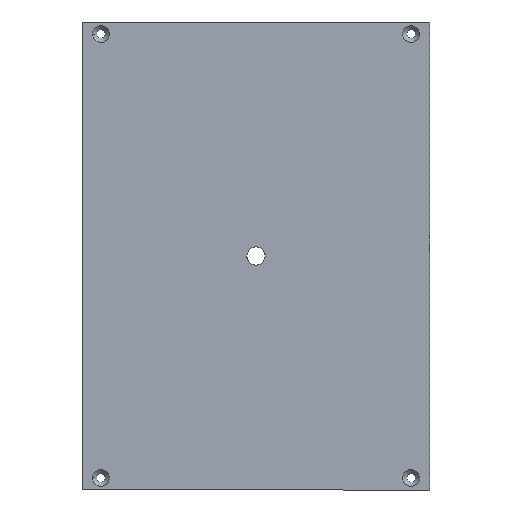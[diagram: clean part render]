
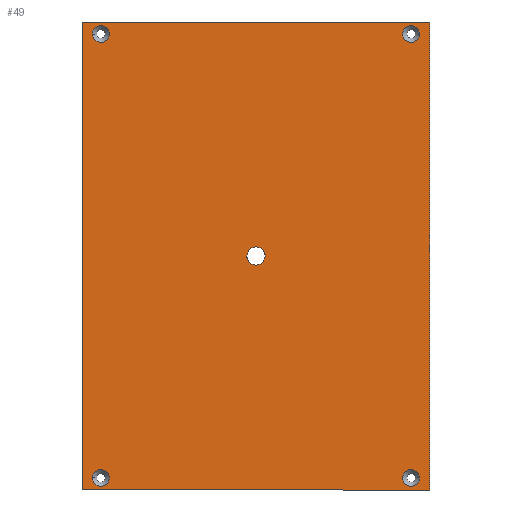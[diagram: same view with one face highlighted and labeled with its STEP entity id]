
A CAD part, front view. The second image highlights one B-rep face of the part: STEP entity #49.
In plain terms, the highlighted planar face has unit normal (0, -1, 0).
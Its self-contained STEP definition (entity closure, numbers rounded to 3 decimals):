
#19=FACE_BOUND('',#175,.T.);
#20=FACE_BOUND('',#176,.T.);
#21=FACE_BOUND('',#177,.T.);
#22=FACE_BOUND('',#178,.T.);
#23=FACE_BOUND('',#179,.T.);
#49=ADVANCED_FACE('',(#109,#19,#20,#21,#22,#23),#891,.T.);
#109=FACE_OUTER_BOUND('',#174,.T.);
#174=EDGE_LOOP('',(#314,#315,#316,#317));
#175=EDGE_LOOP('',(#318,#319));
#176=EDGE_LOOP('',(#320,#321));
#177=EDGE_LOOP('',(#322,#323));
#178=EDGE_LOOP('',(#324,#325));
#179=EDGE_LOOP('',(#326,#327));
#314=ORIENTED_EDGE('',*,*,#583,.T.);
#315=ORIENTED_EDGE('',*,*,#580,.T.);
#316=ORIENTED_EDGE('',*,*,#581,.T.);
#317=ORIENTED_EDGE('',*,*,#582,.T.);
#318=ORIENTED_EDGE('',*,*,#623,.T.);
#319=ORIENTED_EDGE('',*,*,#524,.T.);
#320=ORIENTED_EDGE('',*,*,#531,.T.);
#321=ORIENTED_EDGE('',*,*,#620,.T.);
#322=ORIENTED_EDGE('',*,*,#538,.T.);
#323=ORIENTED_EDGE('',*,*,#617,.T.);
#324=ORIENTED_EDGE('',*,*,#545,.T.);
#325=ORIENTED_EDGE('',*,*,#614,.T.);
#326=ORIENTED_EDGE('',*,*,#571,.T.);
#327=ORIENTED_EDGE('',*,*,#568,.T.);
#524=EDGE_CURVE('',#809,#808,#735,.T.);
#531=EDGE_CURVE('',#815,#814,#738,.T.);
#538=EDGE_CURVE('',#821,#820,#741,.T.);
#545=EDGE_CURVE('',#827,#826,#744,.T.);
#568=EDGE_CURVE('',#849,#848,#755,.T.);
#571=EDGE_CURVE('',#848,#849,#757,.T.);
#580=EDGE_CURVE('',#862,#863,#694,.T.);
#581=EDGE_CURVE('',#863,#864,#695,.T.);
#582=EDGE_CURVE('',#864,#865,#696,.T.);
#583=EDGE_CURVE('',#865,#862,#697,.T.);
#614=EDGE_CURVE('',#826,#827,#768,.T.);
#617=EDGE_CURVE('',#820,#821,#771,.T.);
#620=EDGE_CURVE('',#814,#815,#774,.T.);
#623=EDGE_CURVE('',#808,#809,#777,.T.);
#694=B_SPLINE_CURVE_WITH_KNOTS('',1,(#1652,#1653),.UNSPECIFIED.,.F.,.F.,
(2,2),(0.,175.),.UNSPECIFIED.);
#695=B_SPLINE_CURVE_WITH_KNOTS('',1,(#1654,#1655),.UNSPECIFIED.,.F.,.F.,
(2,2),(0.,130.),.UNSPECIFIED.);
#696=B_SPLINE_CURVE_WITH_KNOTS('',1,(#1656,#1657),.UNSPECIFIED.,.F.,.F.,
(2,2),(0.,175.),.UNSPECIFIED.);
#697=B_SPLINE_CURVE_WITH_KNOTS('',1,(#1658,#1659),.UNSPECIFIED.,.F.,.F.,
(2,2),(0.,130.),.UNSPECIFIED.);
#735=(
BOUNDED_CURVE()
B_SPLINE_CURVE(2,(#1471,#1472,#1473,#1474,#1475),.UNSPECIFIED.,.F.,.F.)
B_SPLINE_CURVE_WITH_KNOTS((3,2,3),(-9.896,-4.948,
0.),.UNSPECIFIED.)
CURVE()
GEOMETRIC_REPRESENTATION_ITEM()
RATIONAL_B_SPLINE_CURVE((1.,0.707,1.,0.707,1.))
REPRESENTATION_ITEM('')
);
#738=(
BOUNDED_CURVE()
B_SPLINE_CURVE(2,(#1494,#1495,#1496,#1497,#1498),.UNSPECIFIED.,.F.,.F.)
B_SPLINE_CURVE_WITH_KNOTS((3,2,3),(-9.896,-4.948,
0.),.UNSPECIFIED.)
CURVE()
GEOMETRIC_REPRESENTATION_ITEM()
RATIONAL_B_SPLINE_CURVE((1.,0.707,1.,0.707,1.))
REPRESENTATION_ITEM('')
);
#741=(
BOUNDED_CURVE()
B_SPLINE_CURVE(2,(#1517,#1518,#1519,#1520,#1521),.UNSPECIFIED.,.F.,.F.)
B_SPLINE_CURVE_WITH_KNOTS((3,2,3),(-9.896,-4.948,
0.),.UNSPECIFIED.)
CURVE()
GEOMETRIC_REPRESENTATION_ITEM()
RATIONAL_B_SPLINE_CURVE((1.,0.707,1.,0.707,1.))
REPRESENTATION_ITEM('')
);
#744=(
BOUNDED_CURVE()
B_SPLINE_CURVE(2,(#1540,#1541,#1542,#1543,#1544),.UNSPECIFIED.,.F.,.F.)
B_SPLINE_CURVE_WITH_KNOTS((3,2,3),(-9.896,-4.948,
0.),.UNSPECIFIED.)
CURVE()
GEOMETRIC_REPRESENTATION_ITEM()
RATIONAL_B_SPLINE_CURVE((1.,0.707,1.,0.707,1.))
REPRESENTATION_ITEM('')
);
#755=(
BOUNDED_CURVE()
B_SPLINE_CURVE(2,(#1619,#1620,#1621,#1622,#1623),.UNSPECIFIED.,.F.,.F.)
B_SPLINE_CURVE_WITH_KNOTS((3,2,3),(-10.681,-5.341,
0.),.UNSPECIFIED.)
CURVE()
GEOMETRIC_REPRESENTATION_ITEM()
RATIONAL_B_SPLINE_CURVE((1.,0.707,1.,0.707,1.))
REPRESENTATION_ITEM('')
);
#757=(
BOUNDED_CURVE()
B_SPLINE_CURVE(2,(#1631,#1632,#1633,#1634,#1635),.UNSPECIFIED.,.F.,.F.)
B_SPLINE_CURVE_WITH_KNOTS((3,2,3),(-10.681,-5.341,
0.),.UNSPECIFIED.)
CURVE()
GEOMETRIC_REPRESENTATION_ITEM()
RATIONAL_B_SPLINE_CURVE((1.,0.707,1.,0.707,1.))
REPRESENTATION_ITEM('')
);
#768=(
BOUNDED_CURVE()
B_SPLINE_CURVE(2,(#1750,#1751,#1752,#1753,#1754),.UNSPECIFIED.,.F.,.F.)
B_SPLINE_CURVE_WITH_KNOTS((3,2,3),(-9.896,-4.948,
0.),.UNSPECIFIED.)
CURVE()
GEOMETRIC_REPRESENTATION_ITEM()
RATIONAL_B_SPLINE_CURVE((1.,0.707,1.,0.707,1.))
REPRESENTATION_ITEM('')
);
#771=(
BOUNDED_CURVE()
B_SPLINE_CURVE(2,(#1765,#1766,#1767,#1768,#1769),.UNSPECIFIED.,.F.,.F.)
B_SPLINE_CURVE_WITH_KNOTS((3,2,3),(-9.896,-4.948,
0.),.UNSPECIFIED.)
CURVE()
GEOMETRIC_REPRESENTATION_ITEM()
RATIONAL_B_SPLINE_CURVE((1.,0.707,1.,0.707,1.))
REPRESENTATION_ITEM('')
);
#774=(
BOUNDED_CURVE()
B_SPLINE_CURVE(2,(#1780,#1781,#1782,#1783,#1784),.UNSPECIFIED.,.F.,.F.)
B_SPLINE_CURVE_WITH_KNOTS((3,2,3),(-9.896,-4.948,
0.),.UNSPECIFIED.)
CURVE()
GEOMETRIC_REPRESENTATION_ITEM()
RATIONAL_B_SPLINE_CURVE((1.,0.707,1.,0.707,1.))
REPRESENTATION_ITEM('')
);
#777=(
BOUNDED_CURVE()
B_SPLINE_CURVE(2,(#1795,#1796,#1797,#1798,#1799),.UNSPECIFIED.,.F.,.F.)
B_SPLINE_CURVE_WITH_KNOTS((3,2,3),(-9.896,-4.948,
0.),.UNSPECIFIED.)
CURVE()
GEOMETRIC_REPRESENTATION_ITEM()
RATIONAL_B_SPLINE_CURVE((1.,0.707,1.,0.707,1.))
REPRESENTATION_ITEM('')
);
#808=VERTEX_POINT('',#1354);
#809=VERTEX_POINT('',#1355);
#814=VERTEX_POINT('',#1360);
#815=VERTEX_POINT('',#1361);
#820=VERTEX_POINT('',#1366);
#821=VERTEX_POINT('',#1367);
#826=VERTEX_POINT('',#1372);
#827=VERTEX_POINT('',#1373);
#848=VERTEX_POINT('',#1394);
#849=VERTEX_POINT('',#1395);
#862=VERTEX_POINT('',#1408);
#863=VERTEX_POINT('',#1409);
#864=VERTEX_POINT('',#1410);
#865=VERTEX_POINT('',#1411);
#891=PLANE('',#1051);
#1051=AXIS2_PLACEMENT_3D('',#1233,#1106,$);
#1106=DIRECTION('',(0.,-1.,0.));
#1233=CARTESIAN_POINT('',(78.,-64.68,199.498));
#1354=CARTESIAN_POINT('',(61.15,-64.68,177.497));
#1355=CARTESIAN_POINT('',(54.85,-64.68,177.497));
#1360=CARTESIAN_POINT('',(61.15,-64.68,11.497));
#1361=CARTESIAN_POINT('',(54.85,-64.68,11.497));
#1366=CARTESIAN_POINT('',(-54.85,-64.68,11.497));
#1367=CARTESIAN_POINT('',(-61.15,-64.68,11.497));
#1372=CARTESIAN_POINT('',(-54.85,-64.68,177.497));
#1373=CARTESIAN_POINT('',(-61.15,-64.68,177.497));
#1394=CARTESIAN_POINT('',(3.4,-64.68,94.497));
#1395=CARTESIAN_POINT('',(-3.4,-64.68,94.497));
#1408=CARTESIAN_POINT('',(-65.,-64.68,181.997));
#1409=CARTESIAN_POINT('',(-65.,-64.68,6.997));
#1410=CARTESIAN_POINT('',(65.,-64.68,6.997));
#1411=CARTESIAN_POINT('',(65.,-64.68,181.997));
#1471=CARTESIAN_POINT('',(54.85,-64.68,177.497));
#1472=CARTESIAN_POINT('',(54.85,-64.68,180.647));
#1473=CARTESIAN_POINT('',(58.,-64.68,180.647));
#1474=CARTESIAN_POINT('',(61.15,-64.68,180.647));
#1475=CARTESIAN_POINT('',(61.15,-64.68,177.497));
#1494=CARTESIAN_POINT('',(54.85,-64.68,11.497));
#1495=CARTESIAN_POINT('',(54.85,-64.68,14.647));
#1496=CARTESIAN_POINT('',(58.,-64.68,14.647));
#1497=CARTESIAN_POINT('',(61.15,-64.68,14.647));
#1498=CARTESIAN_POINT('',(61.15,-64.68,11.497));
#1517=CARTESIAN_POINT('',(-61.15,-64.68,11.497));
#1518=CARTESIAN_POINT('',(-61.15,-64.68,14.647));
#1519=CARTESIAN_POINT('',(-58.,-64.68,14.647));
#1520=CARTESIAN_POINT('',(-54.85,-64.68,14.647));
#1521=CARTESIAN_POINT('',(-54.85,-64.68,11.497));
#1540=CARTESIAN_POINT('',(-61.15,-64.68,177.497));
#1541=CARTESIAN_POINT('',(-61.15,-64.68,180.647));
#1542=CARTESIAN_POINT('',(-58.,-64.68,180.647));
#1543=CARTESIAN_POINT('',(-54.85,-64.68,180.647));
#1544=CARTESIAN_POINT('',(-54.85,-64.68,177.497));
#1619=CARTESIAN_POINT('',(-3.4,-64.68,94.497));
#1620=CARTESIAN_POINT('',(-3.4,-64.68,97.897));
#1621=CARTESIAN_POINT('',(0.,-64.68,97.897));
#1622=CARTESIAN_POINT('',(3.4,-64.68,97.897));
#1623=CARTESIAN_POINT('',(3.4,-64.68,94.497));
#1631=CARTESIAN_POINT('',(3.4,-64.68,94.497));
#1632=CARTESIAN_POINT('',(3.4,-64.68,91.097));
#1633=CARTESIAN_POINT('',(0.,-64.68,91.097));
#1634=CARTESIAN_POINT('',(-3.4,-64.68,91.097));
#1635=CARTESIAN_POINT('',(-3.4,-64.68,94.497));
#1652=CARTESIAN_POINT('',(-65.,-64.68,181.997));
#1653=CARTESIAN_POINT('',(-65.,-64.68,6.997));
#1654=CARTESIAN_POINT('',(-65.,-64.68,6.997));
#1655=CARTESIAN_POINT('',(65.,-64.68,6.997));
#1656=CARTESIAN_POINT('',(65.,-64.68,6.997));
#1657=CARTESIAN_POINT('',(65.,-64.68,181.997));
#1658=CARTESIAN_POINT('',(65.,-64.68,181.997));
#1659=CARTESIAN_POINT('',(-65.,-64.68,181.997));
#1750=CARTESIAN_POINT('',(-54.85,-64.68,177.497));
#1751=CARTESIAN_POINT('',(-54.85,-64.68,174.347));
#1752=CARTESIAN_POINT('',(-58.,-64.68,174.347));
#1753=CARTESIAN_POINT('',(-61.15,-64.68,174.347));
#1754=CARTESIAN_POINT('',(-61.15,-64.68,177.497));
#1765=CARTESIAN_POINT('',(-54.85,-64.68,11.497));
#1766=CARTESIAN_POINT('',(-54.85,-64.68,8.347));
#1767=CARTESIAN_POINT('',(-58.,-64.68,8.347));
#1768=CARTESIAN_POINT('',(-61.15,-64.68,8.347));
#1769=CARTESIAN_POINT('',(-61.15,-64.68,11.497));
#1780=CARTESIAN_POINT('',(61.15,-64.68,11.497));
#1781=CARTESIAN_POINT('',(61.15,-64.68,8.347));
#1782=CARTESIAN_POINT('',(58.,-64.68,8.347));
#1783=CARTESIAN_POINT('',(54.85,-64.68,8.347));
#1784=CARTESIAN_POINT('',(54.85,-64.68,11.497));
#1795=CARTESIAN_POINT('',(61.15,-64.68,177.497));
#1796=CARTESIAN_POINT('',(61.15,-64.68,174.347));
#1797=CARTESIAN_POINT('',(58.,-64.68,174.347));
#1798=CARTESIAN_POINT('',(54.85,-64.68,174.347));
#1799=CARTESIAN_POINT('',(54.85,-64.68,177.497));
